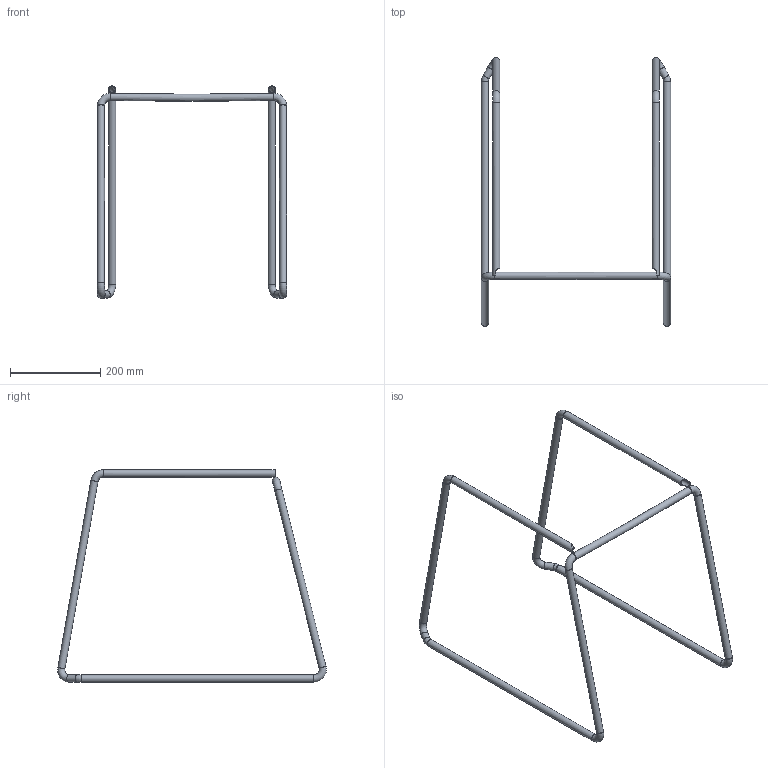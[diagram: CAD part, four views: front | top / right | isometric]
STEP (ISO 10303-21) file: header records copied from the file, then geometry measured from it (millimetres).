
FILE_DESCRIPTION(('STEP AP203'), '1');
FILE_NAME('Dapper 6忻 02.01 氰沌嚆', '2023-08-07T04:06:12', ('TR-th2'), (''), 'C3D Converter', 'C3D Toolkit', '');
FILE_SCHEMA(('CONFIG_CONTROL_DESIGN'));
Length unit declared in the file: millimetre
Products named in the file (1): Dapper 6РГ 02.01
Bounding box: 419.95 x 596.27 x 470.97 mm (x, y, z)
Volume: 281875.3 mm3; surface area: 376039.7 mm2
Topology: 1 solids, 1 shells, 54 faces, 122 edges, 68 vertices
Faces by surface type: cylinder 24, torus 22, plane 8
Full cylindrical faces by diameter (mm): 13 x10, 16 x10
Entity records: 2377 total; most frequent: CARTESIAN_POINT 869, DIRECTION 226, ORIENTED_EDGE 160, AXIS2_PLACEMENT_3D 103, EDGE_LOOP 96, FACE_OUTER_BOUND 80, EDGE_CURVE 80, VERTEX_POINT 68
